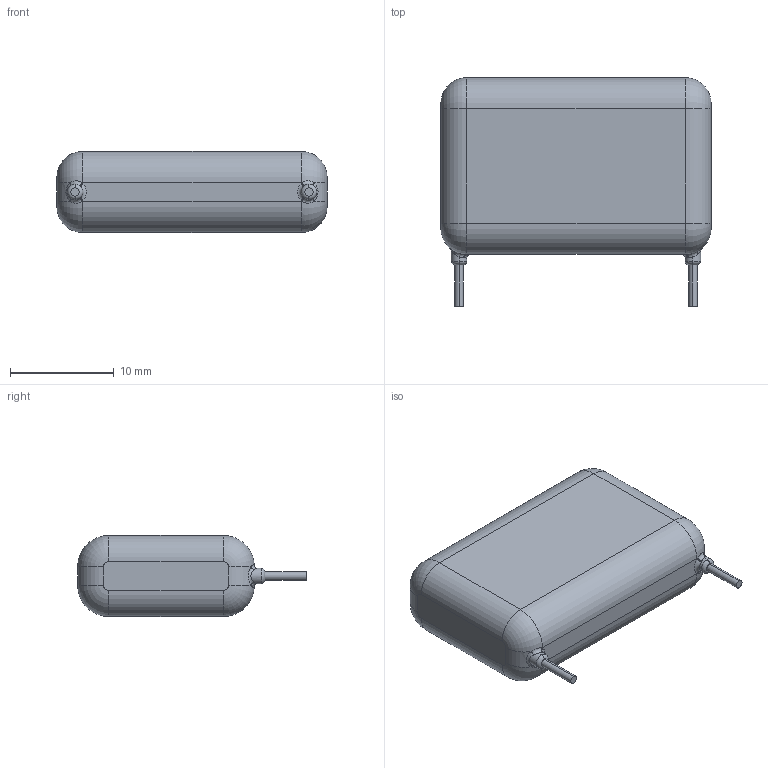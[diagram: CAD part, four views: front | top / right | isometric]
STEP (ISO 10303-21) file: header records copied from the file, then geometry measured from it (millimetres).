
FILE_DESCRIPTION (( 'STEP AP214' ), '1' );
FILE_NAME ('SW3dPS-ECQE(F) 0.33uf 630Vdc 250Vac.STEP', '2009-06-12T07:27:33', ( 'sysAdmin' ), ( 'SolidWorks' ), 'SwSTEP 2.0', 'SolidWorks 2009', '' );
FILE_SCHEMA (( 'AUTOMOTIVE_DESIGN' ));
Length unit declared in the file: millimetre
Products named in the file (1): SW3dPS-ECQE(F) 0.33uf 630Vdc 250Vac
Bounding box: 26 x 22 x 7.8 mm (x, y, z)
Volume: 3145 mm3; surface area: 1333 mm2
Topology: 1 solids, 1 shells, 56 faces, 126 edges, 72 vertices
Faces by surface type: cylinder 24, torus 14, bspline 10, plane 8
Entity records: 2414 total; most frequent: CARTESIAN_POINT 557, DIRECTION 264, ORIENTED_EDGE 252, EDGE_CURVE 126, AXIS2_PLACEMENT_3D 115, VERTEX_POINT 72, CIRCLE 68, UNCERTAINTY_MEASURE_WITH_UNIT 59
